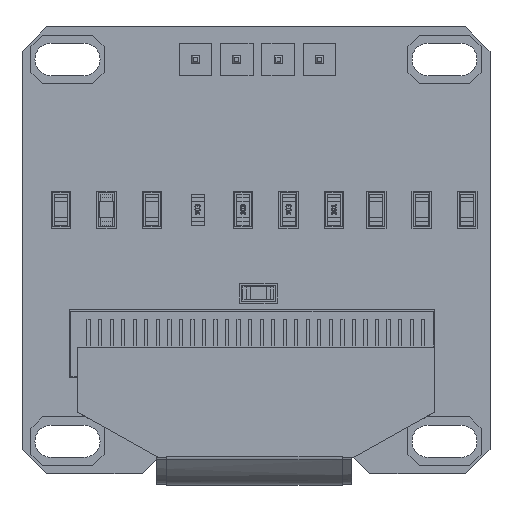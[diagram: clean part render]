
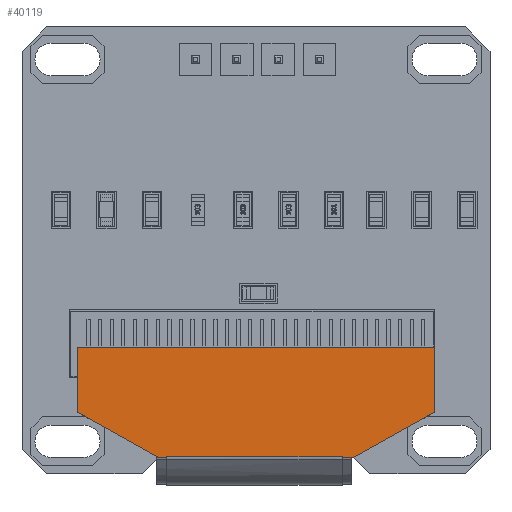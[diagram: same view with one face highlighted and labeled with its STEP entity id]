
A CAD part, front view. The second image highlights one B-rep face of the part: STEP entity #40119.
In plain terms, the highlighted planar face has unit normal (0, -1, 0).
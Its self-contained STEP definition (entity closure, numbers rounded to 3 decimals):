
#1837=FACE_OUTER_BOUND('',#4001,.T.);
#4001=EDGE_LOOP('',(#25685,#25686,#25687,#25688,#25689,#25690));
#6367=LINE('',#54533,#11018);
#6491=LINE('',#54780,#11142);
#6676=LINE('',#55120,#11327);
#6681=LINE('',#55129,#11332);
#6685=LINE('',#55137,#11336);
#6687=LINE('',#55140,#11338);
#11018=VECTOR('',#45082,10.);
#11142=VECTOR('',#45208,10.);
#11327=VECTOR('',#45399,10.);
#11332=VECTOR('',#45406,10.);
#11336=VECTOR('',#45412,10.);
#11338=VECTOR('',#45416,10.);
#15585=VERTEX_POINT('',#54530);
#15586=VERTEX_POINT('',#54532);
#15708=VERTEX_POINT('',#54778);
#15860=VERTEX_POINT('',#55118);
#15863=VERTEX_POINT('',#55127);
#15866=VERTEX_POINT('',#55136);
#19430=EDGE_CURVE('',#15586,#15585,#6367,.T.);
#19554=EDGE_CURVE('',#15585,#15708,#6491,.T.);
#19739=EDGE_CURVE('',#15708,#15860,#6676,.T.);
#19744=EDGE_CURVE('',#15860,#15863,#6681,.T.);
#19748=EDGE_CURVE('',#15866,#15586,#6685,.T.);
#19750=EDGE_CURVE('',#15863,#15866,#6687,.T.);
#25685=ORIENTED_EDGE('',*,*,#19554,.T.);
#25686=ORIENTED_EDGE('',*,*,#19739,.T.);
#25687=ORIENTED_EDGE('',*,*,#19744,.T.);
#25688=ORIENTED_EDGE('',*,*,#19750,.T.);
#25689=ORIENTED_EDGE('',*,*,#19748,.T.);
#25690=ORIENTED_EDGE('',*,*,#19430,.T.);
#36278=PLANE('',#42364);
#40119=ADVANCED_FACE('',(#1837),#36278,.T.);
#42364=AXIS2_PLACEMENT_3D('',#55139,#45414,#45415);
#45082=DIRECTION('',(0.,0.,1.));
#45208=DIRECTION('',(-1.,0.,0.));
#45399=DIRECTION('',(0.,0.,-1.));
#45406=DIRECTION('',(0.873,0.,-0.489));
#45412=DIRECTION('',(0.873,0.,0.489));
#45414=DIRECTION('center_axis',(0.,-1.,0.));
#45415=DIRECTION('ref_axis',(0.,0.,-1.));
#45416=DIRECTION('',(1.,0.,0.));
#54530=CARTESIAN_POINT('',(11.,-0.2,-5.95));
#54532=CARTESIAN_POINT('',(11.,-0.2,-9.95));
#54533=CARTESIAN_POINT('',(11.,-0.2,-9.95));
#54778=CARTESIAN_POINT('',(-11.,-0.2,-5.95));
#54780=CARTESIAN_POINT('',(11.,-0.2,-5.95));
#55118=CARTESIAN_POINT('',(-11.,-0.2,-9.95));
#55120=CARTESIAN_POINT('',(-11.,-0.2,-5.95));
#55127=CARTESIAN_POINT('',(-6.,-0.2,-12.75));
#55129=CARTESIAN_POINT('',(-11.,-0.2,-9.95));
#55136=CARTESIAN_POINT('',(6.,-0.2,-12.75));
#55137=CARTESIAN_POINT('',(6.,-0.2,-12.75));
#55139=CARTESIAN_POINT('Origin',(0.,-0.2,-9.35));
#55140=CARTESIAN_POINT('',(-6.,-0.2,-12.75));
